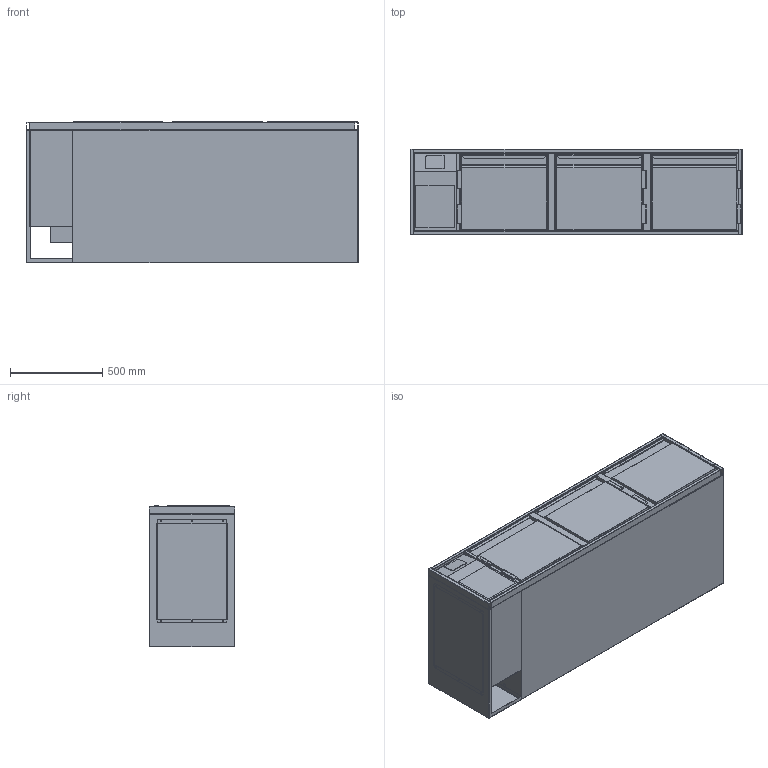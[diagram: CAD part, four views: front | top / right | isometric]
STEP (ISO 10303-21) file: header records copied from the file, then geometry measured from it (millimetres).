
FILE_DESCRIPTION (( 'STEP AP203' ), '1' );
FILE_NAME ('G-BKE-3-46-L-3T.STEP', '2024-05-27T07:50:47', ( '' ), ( '' ), 'SwSTEP 2.0', 'SolidWorks 2023', '' );
FILE_SCHEMA (( 'CONFIG_CONTROL_DESIGN' ));
Length unit declared in the file: millimetre
Products named in the file (10): 20-03-43319_G-BK-Einbauelement-Tür-475-760-460-R; G-BKE-3-46-L-3T; 24-02-55011_G-KT-Fach-S-L-250-760-460; 20-03-43331_G-KT-Auflage-475-760-ohne-Rost; 18-06-35404_TUER-460-405-R; 20-03-43319_G-BK-Einbauelement-Tür-475-760-460-L; 18-06-35404_TUER-460-405-L; 24-02-55012_G-KT-Korpus-1545-760-460-L; 21-01-47565_G-KT-FRR-460-1795--1545B-250; 20-03-43318_G-KT-Rahmen-Tür-475-460
Assembly tree (16 placements, depth 3):
  G-BKE-3-46-L-3T
    24-02-55012_G-KT-Korpus-1545-760-460-L
    21-01-47565_G-KT-FRR-460-1795--1545B-250
    24-02-55011_G-KT-Fach-S-L-250-760-460
    20-03-43319_G-BK-Einbauelement-Tür-475-760-460-L
      20-03-43318_G-KT-Rahmen-Tür-475-460
      18-06-35404_TUER-460-405-L
      20-03-43331_G-KT-Auflage-475-760-ohne-Rost  x3
    20-03-43319_G-BK-Einbauelement-Tür-475-760-460-R  x2
      20-03-43318_G-KT-Rahmen-Tür-475-460
      18-06-35404_TUER-460-405-R
      20-03-43331_G-KT-Auflage-475-760-ohne-Rost
Bounding box: 1796 x 460 x 767.5 mm (x, y, z)
Volume: 23780630.4 mm3; surface area: 14619733.1 mm2
Topology: 33 solids, 40 shells, 1074 faces, 2529 edges, 1510 vertices
Faces by surface type: plane 606, cylinder 353, torus 48, sphere 46, bspline 21
Entity records: 19868 total; most frequent: CARTESIAN_POINT 3706, DIRECTION 3180, ORIENTED_EDGE 3036, EDGE_CURVE 1520, AXIS2_PLACEMENT_3D 1094, VECTOR 992, LINE 992, VERTEX_POINT 936
